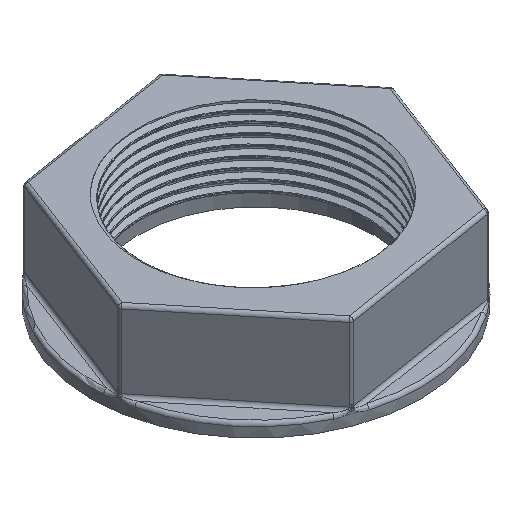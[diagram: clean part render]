
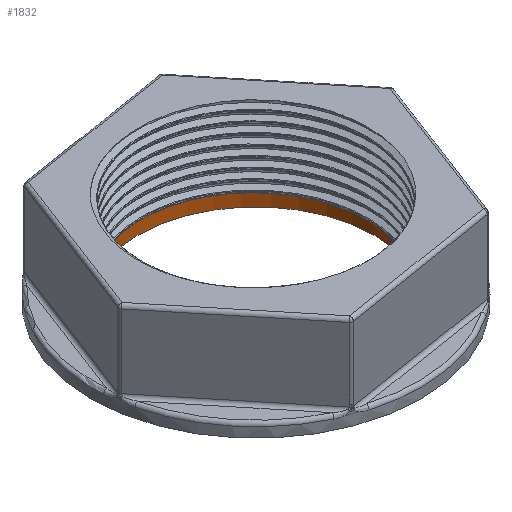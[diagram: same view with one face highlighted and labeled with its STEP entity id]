
A CAD part, isometric view. The second image highlights one B-rep face of the part: STEP entity #1832.
In plain terms, the highlighted cylindrical face has radius 17.7 mm (diameter 35.4 mm), a full revolution.
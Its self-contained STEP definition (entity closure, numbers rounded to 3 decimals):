
#67=LINE('',#9850,#121);
#121=VECTOR('',#2196,17.5);
#170=CYLINDRICAL_SURFACE('',#1965,17.7);
#241=FACE_OUTER_BOUND('',#359,.T.);
#359=EDGE_LOOP('',(#1378,#1379,#1380,#1381));
#462=CIRCLE('',#1966,17.7);
#463=CIRCLE('',#1967,17.7);
#802=VERTEX_POINT('',#9847);
#803=VERTEX_POINT('',#9849);
#1024=EDGE_CURVE('',#802,#802,#462,.F.);
#1025=EDGE_CURVE('',#802,#803,#67,.T.);
#1026=EDGE_CURVE('',#803,#803,#463,.F.);
#1378=ORIENTED_EDGE('',*,*,#1024,.F.);
#1379=ORIENTED_EDGE('',*,*,#1025,.T.);
#1380=ORIENTED_EDGE('',*,*,#1026,.F.);
#1381=ORIENTED_EDGE('',*,*,#1025,.F.);
#1832=ADVANCED_FACE('',(#241),#170,.F.);
#1965=AXIS2_PLACEMENT_3D('',#9846,#2192,#2193);
#1966=AXIS2_PLACEMENT_3D('',#9848,#2194,#2195);
#1967=AXIS2_PLACEMENT_3D('',#9851,#2197,#2198);
#2192=DIRECTION('center_axis',(0.,0.,-1.));
#2193=DIRECTION('ref_axis',(1.,0.,0.));
#2194=DIRECTION('center_axis',(0.,0.,-1.));
#2195=DIRECTION('ref_axis',(1.,0.,0.));
#2196=DIRECTION('',(0.,0.,1.));
#2197=DIRECTION('center_axis',(0.,0.,1.));
#2198=DIRECTION('ref_axis',(1.,0.,0.));
#9846=CARTESIAN_POINT('Origin',(0.063,0.038,4.49));
#9847=CARTESIAN_POINT('',(-17.637,0.038,2.49));
#9848=CARTESIAN_POINT('Origin',(0.063,0.038,2.49));
#9849=CARTESIAN_POINT('',(-17.637,0.038,4.49));
#9850=CARTESIAN_POINT('',(-17.637,0.038,4.49));
#9851=CARTESIAN_POINT('Origin',(0.063,0.038,4.49));
